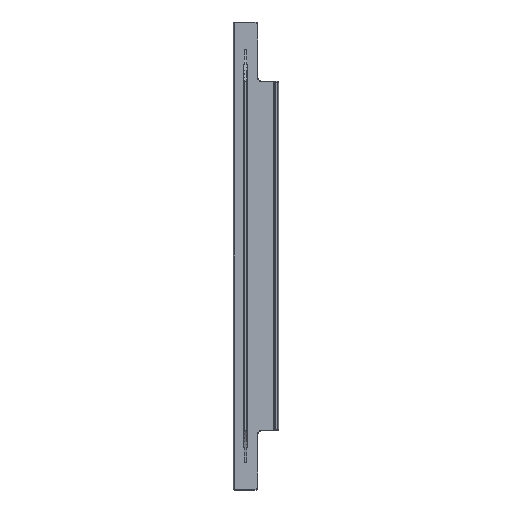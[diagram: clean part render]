
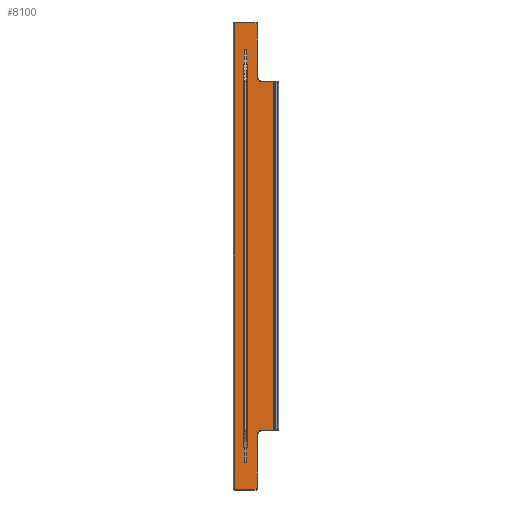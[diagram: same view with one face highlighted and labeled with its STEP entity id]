
A CAD part, front view. The second image highlights one B-rep face of the part: STEP entity #8100.
In plain terms, the highlighted planar face has unit normal (0, -1, 0).
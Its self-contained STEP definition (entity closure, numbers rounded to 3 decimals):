
#3460=CARTESIAN_POINT('',(19.,0.,-245.5));
#3470=VERTEX_POINT('',#3460);
#3500=CARTESIAN_POINT('',(19.,0.,-244.5));
#3510=DIRECTION('',(0.,-1.,0.));
#3520=DIRECTION('',(-1.,0.,0.));
#3530=AXIS2_PLACEMENT_3D('',#3500,#3510,#3520);
#3540=CIRCLE('',#3530,1.);
#3550=CARTESIAN_POINT('',(20.,0.,-244.5));
#3560=VERTEX_POINT('',#3550);
#3570=EDGE_CURVE('',#3470,#3560,#3540,.T.);
#5210=CARTESIAN_POINT('',(20.,0.,147.5));
#5220=VERTEX_POINT('',#5210);
#5250=CARTESIAN_POINT('',(19.,0.,147.5));
#5260=DIRECTION('',(0.,1.,-0.));
#5270=DIRECTION('',(1.,-0.,0.));
#5280=AXIS2_PLACEMENT_3D('',#5250,#5260,#5270);
#5290=CIRCLE('',#5280,1.);
#5300=CARTESIAN_POINT('',(19.,0.,148.5));
#5310=VERTEX_POINT('',#5300);
#5320=EDGE_CURVE('',#5310,#5220,#5290,.T.);
#5550=CARTESIAN_POINT('',(24.5,0.,98.5));
#5560=VERTEX_POINT('',#5550);
#5590=CARTESIAN_POINT('',(24.5,0.,103.));
#5600=DIRECTION('',(0.,-1.,-0.));
#5610=DIRECTION('',(-1.,-0.,0.));
#5620=AXIS2_PLACEMENT_3D('',#5590,#5600,#5610);
#5630=CIRCLE('',#5620,4.5);
#5640=CARTESIAN_POINT('',(20.,0.,103.));
#5650=VERTEX_POINT('',#5640);
#5660=EDGE_CURVE('',#5650,#5560,#5630,.T.);
#6350=CARTESIAN_POINT('',(34.,0.,0.));
#6360=DIRECTION('',(0.,1.,0.));
#6370=DIRECTION('',(1.,0.,0.));
#6380=AXIS2_PLACEMENT_3D('',#6350,#6360,#6370);
#6390=PLANE('',#6380);
#6400=CARTESIAN_POINT('',(9.1,0.,1.));
#6410=DIRECTION('',(0.,0.,-1.));
#6420=VECTOR('',#6410,1.);
#6430=LINE('',#6400,#6420);
#6440=CARTESIAN_POINT('',(9.1,0.,-222.454));
#6450=VERTEX_POINT('',#6440);
#6460=CARTESIAN_POINT('',(9.1,0.,-223.2));
#6470=VERTEX_POINT('',#6460);
#6480=EDGE_CURVE('',#6450,#6470,#6430,.T.);
#6490=ORIENTED_EDGE('',*,*,#6480,.F.);
#6500=CARTESIAN_POINT('',(0.,0.,-223.2));
#6510=DIRECTION('',(1.,0.,0.));
#6520=VECTOR('',#6510,1.);
#6530=LINE('',#6500,#6520);
#6540=CARTESIAN_POINT('',(10.9,0.,-223.2));
#6550=VERTEX_POINT('',#6540);
#6560=EDGE_CURVE('',#6470,#6550,#6530,.T.);
#6570=ORIENTED_EDGE('',*,*,#6560,.F.);
#6580=CARTESIAN_POINT('',(10.9,0.,1.));
#6590=DIRECTION('',(0.,0.,1.));
#6600=VECTOR('',#6590,1.);
#6610=LINE('',#6580,#6600);
#6620=CARTESIAN_POINT('',(10.9,0.,-222.454))
;
#6630=VERTEX_POINT('',#6620);
#6640=EDGE_CURVE('',#6550,#6630,#6610,.T.);
#6650=ORIENTED_EDGE('',*,*,#6640,.F.);
#6660=CARTESIAN_POINT('',(0.,0.,-222.454));
#6670=DIRECTION('',(1.,0.,0.));
#6680=VECTOR('',#6670,1.);
#6690=LINE('',#6660,#6680);
#6700=CARTESIAN_POINT('',(11.,0.,
-222.454));
#6710=VERTEX_POINT('',#6700);
#6720=EDGE_CURVE('',#6630,#6710,#6690,.T.);
#6730=ORIENTED_EDGE('',*,*,#6720,.F.);
#6740=CARTESIAN_POINT('',(11.,0.,0.));
#6750=DIRECTION('',(0.,0.,-1.));
#6760=VECTOR('',#6750,1.);
#6770=LINE('',#6740,#6760);
#6780=CARTESIAN_POINT('',(11.,0.,
125.454));
#6790=VERTEX_POINT('',#6780);
#6800=EDGE_CURVE('',#6790,#6710,#6770,.T.);
#6810=ORIENTED_EDGE('',*,*,#6800,.T.);
#6820=CARTESIAN_POINT('',(0.,0.,125.454));
#6830=DIRECTION('',(-1.,0.,0.));
#6840=VECTOR('',#6830,1.);
#6850=LINE('',#6820,#6840);
#6860=CARTESIAN_POINT('',(10.9,0.,125.454));
#6870=VERTEX_POINT('',#6860);
#6880=EDGE_CURVE('',#6790,#6870,#6850,.T.);
#6890=ORIENTED_EDGE('',*,*,#6880,.F.);
#6900=CARTESIAN_POINT('',(10.9,0.,149.));
#6910=DIRECTION('',(0.,0.,1.));
#6920=VECTOR('',#6910,1.);
#6930=LINE('',#6900,#6920);
#6940=CARTESIAN_POINT('',(10.9,0.,126.2));
#6950=VERTEX_POINT('',#6940);
#6960=EDGE_CURVE('',#6870,#6950,#6930,.T.);
#6970=ORIENTED_EDGE('',*,*,#6960,.F.);
#6980=CARTESIAN_POINT('',(0.,0.,126.2));
#6990=DIRECTION('',(1.,0.,0.));
#7000=VECTOR('',#6990,1.);
#7010=LINE('',#6980,#7000);
#7020=CARTESIAN_POINT('',(9.1,0.,126.2));
#7030=VERTEX_POINT('',#7020);
#7040=EDGE_CURVE('',#7030,#6950,#7010,.T.);
#7050=ORIENTED_EDGE('',*,*,#7040,.T.);
#7060=CARTESIAN_POINT('',(9.1,0.,149.));
#7070=DIRECTION('',(0.,0.,-1.));
#7080=VECTOR('',#7070,1.);
#7090=LINE('',#7060,#7080);
#7100=CARTESIAN_POINT('',(9.1,0.,125.454));
#7110=VERTEX_POINT('',#7100);
#7120=EDGE_CURVE('',#7030,#7110,#7090,.T.);
#7130=ORIENTED_EDGE('',*,*,#7120,.F.);
#7140=CARTESIAN_POINT('',(0.,0.,125.454));
#7150=DIRECTION('',(-1.,0.,0.));
#7160=VECTOR('',#7150,1.);
#7170=LINE('',#7140,#7160);
#7180=CARTESIAN_POINT('',(9.,0.,
125.454));
#7190=VERTEX_POINT('',#7180);
#7200=EDGE_CURVE('',#7110,#7190,#7170,.T.);
#7210=ORIENTED_EDGE('',*,*,#7200,.F.);
#7220=CARTESIAN_POINT('',(9.,0.,0.));
#7230=DIRECTION('',(0.,0.,1.));
#7240=VECTOR('',#7230,1.);
#7250=LINE('',#7220,#7240);
#7260=CARTESIAN_POINT('',(9.,0.,
-222.454));
#7270=VERTEX_POINT('',#7260);
#7280=EDGE_CURVE('',#7270,#7190,#7250,.T.);
#7290=ORIENTED_EDGE('',*,*,#7280,.T.);
#7300=CARTESIAN_POINT('',(0.,0.,-222.454));
#7310=DIRECTION('',(1.,0.,0.));
#7320=VECTOR('',#7310,1.);
#7330=LINE('',#7300,#7320);
#7340=EDGE_CURVE('',#7270,#6450,#7330,.T.);
#7350=ORIENTED_EDGE('',*,*,#7340,.F.);
#7360=EDGE_LOOP('',(#7350,#7290,#7210,#7130,#7050,#6970,#6890,#6810,
#6730,#6650,#6570,#6490));
#7370=FACE_BOUND('',#7360,.T.);
#7380=ORIENTED_EDGE('',*,*,#5320,.F.);
#7390=CARTESIAN_POINT('',(20.,0.,0.));
#7400=DIRECTION('',(0.,-0.,1.));
#7410=VECTOR('',#7400,1.);
#7420=LINE('',#7390,#7410);
#7430=EDGE_CURVE('',#5650,#5220,#7420,.T.);
#7440=ORIENTED_EDGE('',*,*,#7430,.T.);
#7450=ORIENTED_EDGE('',*,*,#5660,.F.);
#7460=CARTESIAN_POINT('',(0.,0.,
98.5));
#7470=DIRECTION('',(-1.,0.,0.));
#7480=VECTOR('',#7470,1.);
#7490=LINE('',#7460,#7480);
#7500=CARTESIAN_POINT('',(34.,0.,98.5));
#7510=VERTEX_POINT('',#7500);
#7520=EDGE_CURVE('',#7510,#5560,#7490,.T.);
#7530=ORIENTED_EDGE('',*,*,#7520,.T.);
#7540=CARTESIAN_POINT('',(34.,0.,0.));
#7550=DIRECTION('',(0.,0.,-1.));
#7560=VECTOR('',#7550,1.);
#7570=LINE('',#7540,#7560);
#7580=CARTESIAN_POINT('',(34.,0.,-195.5));
#7590=VERTEX_POINT('',#7580);
#7600=EDGE_CURVE('',#7510,#7590,#7570,.T.);
#7610=ORIENTED_EDGE('',*,*,#7600,.F.);
#7620=CARTESIAN_POINT('',(0.,0.,
-195.5));
#7630=DIRECTION('',(1.,0.,0.));
#7640=VECTOR('',#7630,1.);
#7650=LINE('',#7620,#7640);
#7660=CARTESIAN_POINT('',(24.5,0.,-195.5));
#7670=VERTEX_POINT('',#7660);
#7680=EDGE_CURVE('',#7670,#7590,#7650,.T.);
#7690=ORIENTED_EDGE('',*,*,#7680,.T.);
#7700=CARTESIAN_POINT('',(24.5,0.,-200.));
#7710=DIRECTION('',(0.,-1.,0.));
#7720=DIRECTION('',(-1.,0.,0.));
#7730=AXIS2_PLACEMENT_3D('',#7700,#7710,#7720);
#7740=CIRCLE('',#7730,4.5);
#7750=CARTESIAN_POINT('',(20.,0.,-200.));
#7760=VERTEX_POINT('',#7750);
#7770=EDGE_CURVE('',#7670,#7760,#7740,.T.);
#7780=ORIENTED_EDGE('',*,*,#7770,.F.);
#7790=CARTESIAN_POINT('',(20.,0.,0.));
#7800=DIRECTION('',(0.,0.,1.));
#7810=VECTOR('',#7800,1.);
#7820=LINE('',#7790,#7810);
#7830=EDGE_CURVE('',#3560,#7760,#7820,.T.);
#7840=ORIENTED_EDGE('',*,*,#7830,.T.);
#7850=ORIENTED_EDGE('',*,*,#3570,.T.);
#7860=CARTESIAN_POINT('',(0.,0.,
-245.5));
#7870=DIRECTION('',(1.,0.,0.));
#7880=VECTOR('',#7870,1.);
#7890=LINE('',#7860,#7880);
#7900=CARTESIAN_POINT('',(0.5,0.,-245.5));
#7910=VERTEX_POINT('',#7900);
#7920=EDGE_CURVE('',#7910,#3470,#7890,.T.);
#7930=ORIENTED_EDGE('',*,*,#7920,.T.);
#7940=CARTESIAN_POINT('',(0.5,0.,0.));
#7950=DIRECTION('',(0.,-0.,1.));
#7960=VECTOR('',#7950,1.);
#7970=LINE('',#7940,#7960);
#7980=CARTESIAN_POINT('',(0.5,0.,148.5));
#7990=VERTEX_POINT('',#7980);
#8000=EDGE_CURVE('',#7910,#7990,#7970,.T.);
#8010=ORIENTED_EDGE('',*,*,#8000,.F.);
#8020=CARTESIAN_POINT('',(0.,0.,
148.5));
#8030=DIRECTION('',(1.,0.,0.));
#8040=VECTOR('',#8030,1.);
#8050=LINE('',#8020,#8040);
#8060=EDGE_CURVE('',#7990,#5310,#8050,.T.);
#8070=ORIENTED_EDGE('',*,*,#8060,.F.);
#8080=EDGE_LOOP('',(#8070,#8010,#7930,#7850,#7840,#7780,#7690,#7610,
#7530,#7450,#7440,#7380));
#8090=FACE_OUTER_BOUND('',#8080,.T.);
#8100=ADVANCED_FACE('',(#7370,#8090),#6390,.F.);
